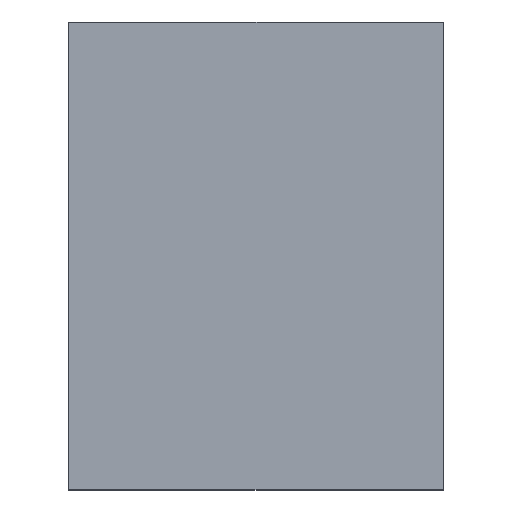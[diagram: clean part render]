
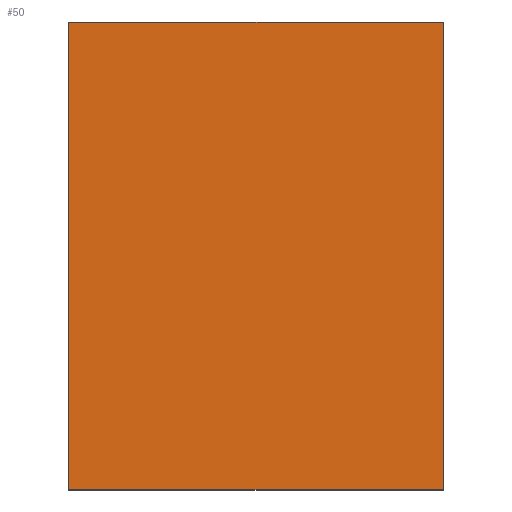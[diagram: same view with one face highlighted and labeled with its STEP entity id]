
A CAD part, top view. The second image highlights one B-rep face of the part: STEP entity #50.
In plain terms, the highlighted planar face has unit normal (0, 0, 1).
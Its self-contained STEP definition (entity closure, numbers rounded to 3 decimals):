
#3 = FACE_OUTER_BOUND ( 'NONE', #224, .T. ) ;
#7 = CARTESIAN_POINT ( 'NONE',  ( 101.6, 127., 1.52 ) ) ;
#29 = VERTEX_POINT ( 'NONE', #192 ) ;
#30 = ORIENTED_EDGE ( 'NONE', *, *, #223, .T. ) ;
#37 = LINE ( 'NONE', #80, #186 ) ;
#38 = CARTESIAN_POINT ( 'NONE',  ( 0., 0., 1.52 ) ) ;
#39 = AXIS2_PLACEMENT_3D ( 'NONE', #38, #117, #194 ) ;
#40 = CARTESIAN_POINT ( 'NONE',  ( 101.6, 127., 1.52 ) ) ;
#44 = LINE ( 'NONE', #7, #73 ) ;
#47 = ORIENTED_EDGE ( 'NONE', *, *, #109, .T. ) ;
#50 = ADVANCED_FACE ( 'NONE', ( #3 ), #156, .T. ) ;
#53 = VECTOR ( 'NONE', #191, 1000. ) ;
#55 = DIRECTION ( 'NONE',  ( 0., -1., 0. ) ) ;
#57 = CARTESIAN_POINT ( 'NONE',  ( 101.6, -127., 1.52 ) ) ;
#59 = VERTEX_POINT ( 'NONE', #57 ) ;
#61 = ORIENTED_EDGE ( 'NONE', *, *, #115, .T. ) ;
#73 = VECTOR ( 'NONE', #227, 1000. ) ;
#80 = CARTESIAN_POINT ( 'NONE',  ( -101.6, 127., 1.52 ) ) ;
#90 = LINE ( 'NONE', #176, #53 ) ;
#106 = VERTEX_POINT ( 'NONE', #120 ) ;
#109 = EDGE_CURVE ( 'NONE', #106, #59, #90, .T. ) ;
#115 = EDGE_CURVE ( 'NONE', #29, #106, #201, .T. ) ;
#117 = DIRECTION ( 'NONE',  ( 0., 0., 1. ) ) ;
#119 = DIRECTION ( 'NONE',  ( -1., 0., 0. ) ) ;
#120 = CARTESIAN_POINT ( 'NONE',  ( -101.6, -127., 1.52 ) ) ;
#125 = EDGE_CURVE ( 'NONE', #189, #29, #37, .T. ) ;
#156 = PLANE ( 'NONE',  #39 ) ;
#167 = ORIENTED_EDGE ( 'NONE', *, *, #125, .T. ) ;
#176 = CARTESIAN_POINT ( 'NONE',  ( -101.6, -127., 1.52 ) ) ;
#186 = VECTOR ( 'NONE', #119, 1000. ) ;
#189 = VERTEX_POINT ( 'NONE', #40 ) ;
#191 = DIRECTION ( 'NONE',  ( 1., 0., 0. ) ) ;
#192 = CARTESIAN_POINT ( 'NONE',  ( -101.6, 127., 1.52 ) ) ;
#194 = DIRECTION ( 'NONE',  ( 1., 0., 0. ) ) ;
#201 = LINE ( 'NONE', #228, #225 ) ;
#223 = EDGE_CURVE ( 'NONE', #59, #189, #44, .T. ) ;
#224 = EDGE_LOOP ( 'NONE', ( #30, #167, #61, #47 ) ) ;
#225 = VECTOR ( 'NONE', #55, 1000. ) ;
#227 = DIRECTION ( 'NONE',  ( 0., 1., 0. ) ) ;
#228 = CARTESIAN_POINT ( 'NONE',  ( -101.6, 127., 1.52 ) ) ;
